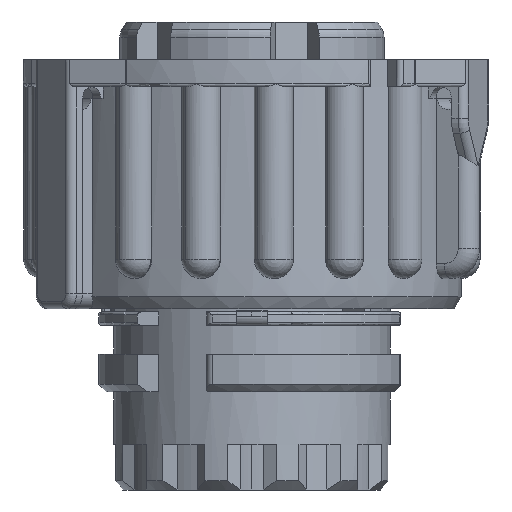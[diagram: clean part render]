
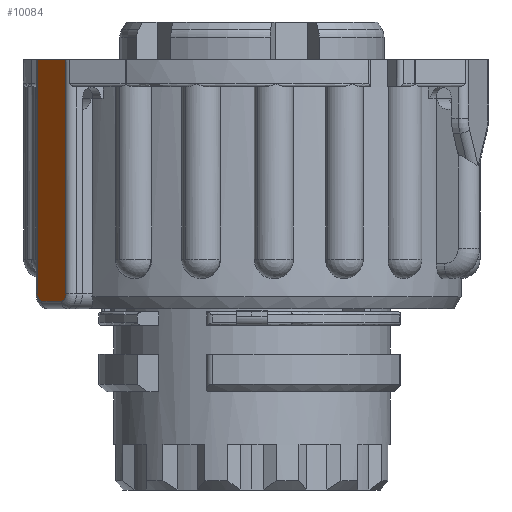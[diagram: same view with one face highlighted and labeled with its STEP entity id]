
A CAD part, left-side view. The second image highlights one B-rep face of the part: STEP entity #10084.
In plain terms, the highlighted planar face has unit normal (-0.588, 0.809, 0).
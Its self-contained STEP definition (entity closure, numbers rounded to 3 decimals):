
#237 = EDGE_CURVE ( 'NONE', #13799, #5880, #528, .T. ) ;
#363 = CARTESIAN_POINT ( 'NONE',  ( -10.53, 12.621, -16. ) ) ;
#528 = LINE ( 'NONE', #16932, #32183 ) ;
#2057 = DIRECTION ( 'NONE',  ( 0.588, -0.809, 0. ) ) ;
#2714 = EDGE_CURVE ( 'NONE', #4201, #5880, #5500, .T. ) ;
#3802 = DIRECTION ( 'NONE',  ( 0., 0., -1. ) ) ;
#4112 = PLANE ( 'NONE',  #14080 ) ;
#4201 = VERTEX_POINT ( 'NONE', #31163 ) ;
#4595 = VECTOR ( 'NONE', #11206, 1000. ) ;
#5158 = EDGE_CURVE ( 'NONE', #32309, #33488, #24731, .T. ) ;
#5500 = LINE ( 'NONE', #16203, #20986 ) ;
#5880 = VERTEX_POINT ( 'NONE', #11763 ) ;
#6497 = CIRCLE ( 'NONE', #15578, 0.5 ) ;
#6651 = ORIENTED_EDGE ( 'NONE', *, *, #2714, .F. ) ;
#8269 = DIRECTION ( 'NONE',  ( 0.588, -0.809, 0. ) ) ;
#8402 = CARTESIAN_POINT ( 'NONE',  ( -8.345, 14.208, -15.5 ) ) ;
#10084 = ADVANCED_FACE ( 'NONE', ( #14243 ), #4112, .T. ) ;
#11206 = DIRECTION ( 'NONE',  ( 0.809, 0.588, 0. ) ) ;
#11763 = CARTESIAN_POINT ( 'NONE',  ( -10.934, 12.327, 0. ) ) ;
#12122 = ORIENTED_EDGE ( 'NONE', *, *, #237, .T. ) ;
#13799 = VERTEX_POINT ( 'NONE', #33485 ) ;
#14080 = AXIS2_PLACEMENT_3D ( 'NONE', #14613, #19642, #30458 ) ;
#14243 = FACE_OUTER_BOUND ( 'NONE', #27757, .T. ) ;
#14277 = CARTESIAN_POINT ( 'NONE',  ( -8.345, 14.208, 0. ) ) ;
#14613 = CARTESIAN_POINT ( 'NONE',  ( -8.345, 14.208, 0. ) ) ;
#15578 = AXIS2_PLACEMENT_3D ( 'NONE', #29469, #2057, #29293 ) ;
#15805 = CARTESIAN_POINT ( 'NONE',  ( -10.53, 12.621, -15.5 ) ) ;
#16203 = CARTESIAN_POINT ( 'NONE',  ( -8.345, 14.208, 0. ) ) ;
#16932 = CARTESIAN_POINT ( 'NONE',  ( -10.934, 12.327, -15.5 ) ) ;
#17054 = ORIENTED_EDGE ( 'NONE', *, *, #21204, .F. ) ;
#17157 = VECTOR ( 'NONE', #3802, 1000. ) ;
#17526 = LINE ( 'NONE', #14277, #17157 ) ;
#18838 = DIRECTION ( 'NONE',  ( -0.809, -0.588, 0. ) ) ;
#19642 = DIRECTION ( 'NONE',  ( -0.588, 0.809, 0. ) ) ;
#20513 = VERTEX_POINT ( 'NONE', #8402 ) ;
#20986 = VECTOR ( 'NONE', #29704, 1000. ) ;
#21204 = EDGE_CURVE ( 'NONE', #33488, #20513, #6497, .T. ) ;
#23099 = EDGE_CURVE ( 'NONE', #13799, #32309, #23328, .T. ) ;
#23328 = CIRCLE ( 'NONE', #33620, 0.5 ) ;
#23716 = ORIENTED_EDGE ( 'NONE', *, *, #5158, .F. ) ;
#24558 = CARTESIAN_POINT ( 'NONE',  ( -8.75, 13.914, -16. ) ) ;
#24601 = CARTESIAN_POINT ( 'NONE',  ( -10.53, 12.621, -16. ) ) ;
#24731 = LINE ( 'NONE', #363, #4595 ) ;
#25749 = EDGE_CURVE ( 'NONE', #4201, #20513, #17526, .T. ) ;
#27740 = DIRECTION ( 'NONE',  ( 0., 0., 1. ) ) ;
#27757 = EDGE_LOOP ( 'NONE', ( #6651, #32978, #17054, #23716, #29952, #12122 ) ) ;
#29293 = DIRECTION ( 'NONE',  ( 0., 0., -1. ) ) ;
#29469 = CARTESIAN_POINT ( 'NONE',  ( -8.75, 13.914, -15.5 ) ) ;
#29704 = DIRECTION ( 'NONE',  ( -0.809, -0.588, 0. ) ) ;
#29952 = ORIENTED_EDGE ( 'NONE', *, *, #23099, .F. ) ;
#30458 = DIRECTION ( 'NONE',  ( 0., 0., 1. ) ) ;
#31163 = CARTESIAN_POINT ( 'NONE',  ( -8.345, 14.208, 0. ) ) ;
#32183 = VECTOR ( 'NONE', #27740, 1000. ) ;
#32309 = VERTEX_POINT ( 'NONE', #24601 ) ;
#32978 = ORIENTED_EDGE ( 'NONE', *, *, #25749, .T. ) ;
#33485 = CARTESIAN_POINT ( 'NONE',  ( -10.934, 12.327, -15.5 ) ) ;
#33488 = VERTEX_POINT ( 'NONE', #24558 ) ;
#33620 = AXIS2_PLACEMENT_3D ( 'NONE', #15805, #8269, #18838 ) ;
